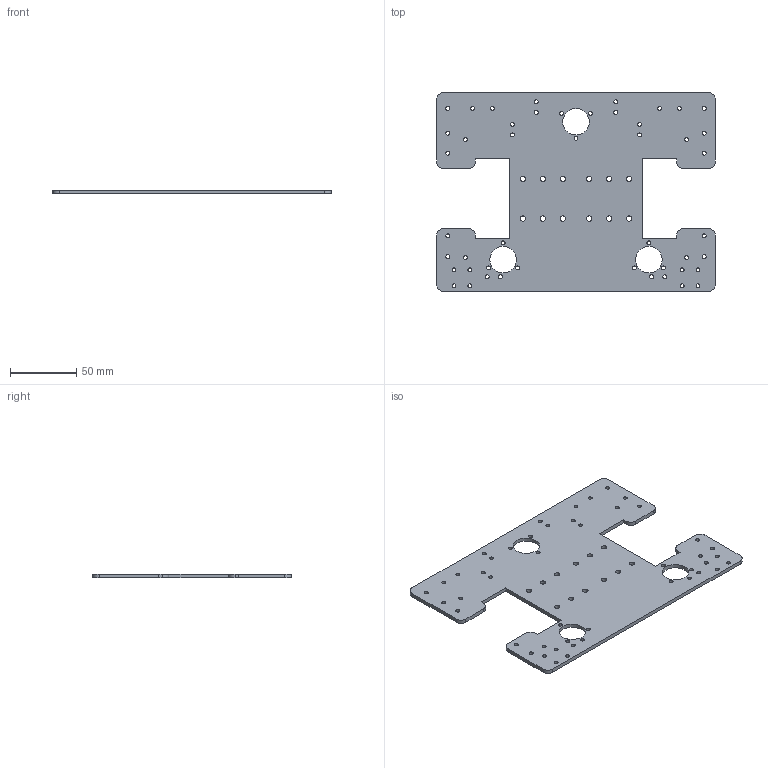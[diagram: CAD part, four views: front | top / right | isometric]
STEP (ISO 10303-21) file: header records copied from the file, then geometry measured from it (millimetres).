
FILE_DESCRIPTION(('FreeCAD Model'),'2;1');
FILE_NAME('base.step','2017-11-28T18:55:11',('Author'),(''), 'Open CASCADE STEP processor 6.8','FreeCAD','Unknown');
FILE_SCHEMA(('AUTOMOTIVE_DESIGN_CC2 { 1 2 10303 214 -1 1 5 4 }'));
Length unit declared in the file: millimetre
Products named in the file (1): Fillet
Bounding box: 210 x 150 x 3 mm (x, y, z)
Volume: 72840.4 mm3; surface area: 53829.8 mm2
Topology: 1 solids, 1 shells, 100 faces, 294 edges, 196 vertices
Faces by surface type: cylinder 74, plane 26
Full cylindrical faces by diameter (mm): 3 x47, 4 x12, 20 x3
Entity records: 7497 total; most frequent: DIRECTION 1232, CARTESIAN_POINT 1179, ORIENTED_EDGE 588, PCURVE 588, DEFINITIONAL_REPRESENTATION 588, LINE 586, VECTOR 586, CIRCLE 296
